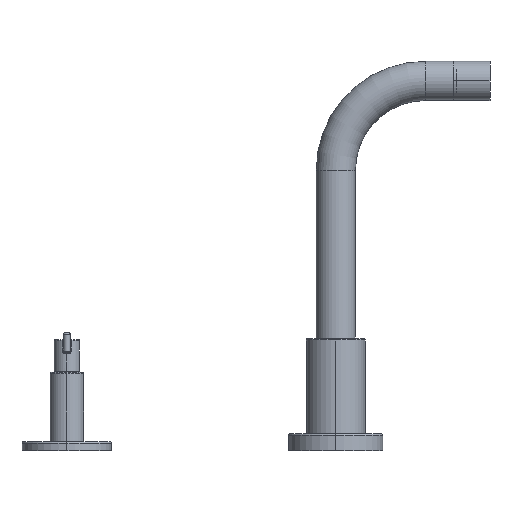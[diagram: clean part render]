
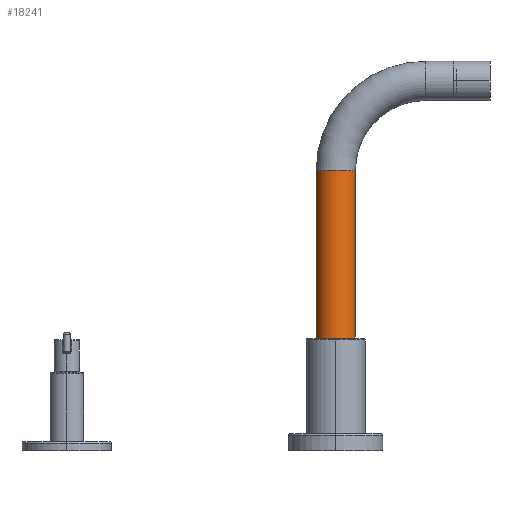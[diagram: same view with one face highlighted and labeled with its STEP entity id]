
A CAD part, left-side view. The second image highlights one B-rep face of the part: STEP entity #18241.
In plain terms, the highlighted cylindrical face has radius 11.113 mm (diameter 22.225 mm), a partial arc.
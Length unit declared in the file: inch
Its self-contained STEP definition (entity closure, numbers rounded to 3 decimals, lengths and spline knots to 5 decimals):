
#17993=DIRECTION('',(0.,0.,-1.));
#17994=VECTOR('',#17993,4.25);
#17995=CARTESIAN_POINT('',(0.,3.0675,-2.));
#17996=LINE('',#17995,#17994);
#17997=CARTESIAN_POINT('',(0.,2.63,-2.));
#17998=DIRECTION('',(0.,0.,-1.));
#17999=DIRECTION('',(0.,-1.,0.));
#18000=AXIS2_PLACEMENT_3D('',#17997,#17998,#17999);
#18002=DIRECTION('',(0.,0.,-1.));
#18003=VECTOR('',#18002,4.25);
#18004=CARTESIAN_POINT('',(0.,2.1925,-2.));
#18005=LINE('',#18004,#18003);
#18011=CARTESIAN_POINT('',(0.,2.63,-6.25));
#18012=DIRECTION('',(0.,0.,-1.));
#18013=DIRECTION('',(0.,-1.,0.));
#18014=AXIS2_PLACEMENT_3D('',#18011,#18012,#18013);
#18108=CARTESIAN_POINT('',(0.,3.0675,-2.));
#18109=CARTESIAN_POINT('',(0.,2.1925,-2.));
#18110=VERTEX_POINT('',#18108);
#18111=VERTEX_POINT('',#18109);
#18112=CARTESIAN_POINT('',(0.,3.0675,-6.25));
#18113=CARTESIAN_POINT('',(0.,2.1925,-6.25));
#18114=VERTEX_POINT('',#18112);
#18115=VERTEX_POINT('',#18113);
#18229=CARTESIAN_POINT('',(0.,2.63,-2.));
#18230=DIRECTION('',(0.,0.,-1.));
#18231=DIRECTION('',(0.,1.,0.));
#18232=AXIS2_PLACEMENT_3D('',#18229,#18230,#18231);
#18233=CYLINDRICAL_SURFACE('',#18232,0.4375);
#18234=ORIENTED_EDGE('',*,*,#18194,.F.);
#18235=ORIENTED_EDGE('',*,*,#18224,.T.);
#18237=ORIENTED_EDGE('',*,*,#18236,.T.);
#18238=ORIENTED_EDGE('',*,*,#18220,.F.);
#18239=EDGE_LOOP('',(#18234,#18235,#18237,#18238));
#18240=FACE_OUTER_BOUND('',#18239,.F.);
#18241=ADVANCED_FACE('',(#18240),#18233,.T.);
#18001=CIRCLE('',#18000,0.4375);
#18015=CIRCLE('',#18014,0.4375);
#18194=EDGE_CURVE('',#18111,#18110,#18001,.T.);
#18220=EDGE_CURVE('',#18110,#18114,#17996,.T.);
#18224=EDGE_CURVE('',#18111,#18115,#18005,.T.);
#18236=EDGE_CURVE('',#18115,#18114,#18015,.T.);
